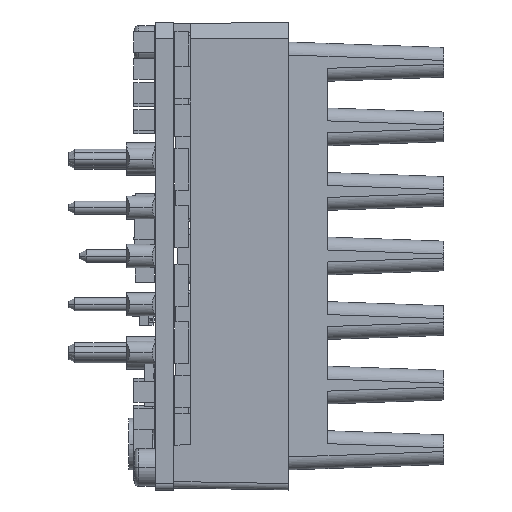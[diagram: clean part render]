
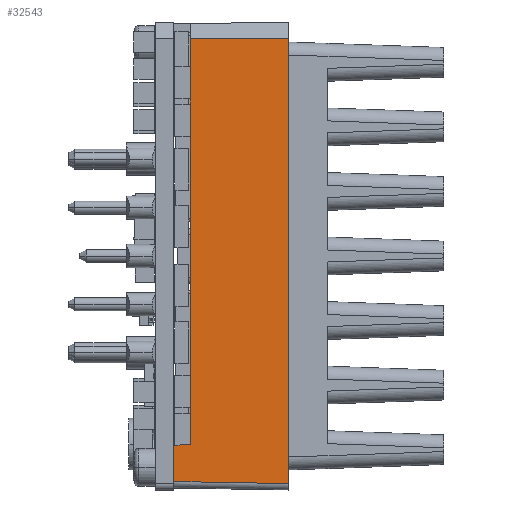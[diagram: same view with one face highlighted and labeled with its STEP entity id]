
A CAD part, left-side view. The second image highlights one B-rep face of the part: STEP entity #32543.
In plain terms, the highlighted planar face has unit normal (-1, 0.018, 0).
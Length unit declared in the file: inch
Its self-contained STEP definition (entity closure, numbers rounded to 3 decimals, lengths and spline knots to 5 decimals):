
#18144=DIRECTION('',(0.,0.,1.));
#18145=VECTOR('',#18144,1.38);
#18146=CARTESIAN_POINT('',(-0.65,0.,-0.705));
#18147=LINE('',#18146,#18145);
#23546=CARTESIAN_POINT('',(-0.64379,0.356,-0.69879));
#23568=DIRECTION('',(0.,0.,1.));
#23569=VECTOR('',#23568,0.1129);
#23570=CARTESIAN_POINT('',(-0.64379,0.356,-0.69879));
#23571=LINE('',#23570,#23569);
#23716=DIRECTION('',(0.,0.,1.));
#23717=VECTOR('',#23716,1.25779);
#23718=CARTESIAN_POINT('',(-0.64468,0.305,-0.585));
#23719=LINE('',#23718,#23717);
#23976=DIRECTION('',(0.017,1.,0.017));
#23977=VECTOR('',#23976,0.35611);
#23978=CARTESIAN_POINT('',(-0.65,0.,-0.705));
#23979=LINE('',#23978,#23977);
#23980=DIRECTION('',(-0.017,-1.,0.007));
#23981=VECTOR('',#23980,0.30505);
#23982=CARTESIAN_POINT('',(-0.64468,0.305,0.67279));
#23983=LINE('',#23982,#23981);
#24440=DIRECTION('',(0.017,1.,-0.017));
#24441=VECTOR('',#24440,0.05102);
#24442=CARTESIAN_POINT('',(-0.64468,0.305,-0.585));
#24443=LINE('',#24442,#24441);
#24708=CARTESIAN_POINT('',(-0.64468,0.305,0.67279));
#24709=CARTESIAN_POINT('',(-0.65,0.,0.675));
#24710=VERTEX_POINT('',#24708);
#24711=VERTEX_POINT('',#24709);
#24716=CARTESIAN_POINT('',(-0.64468,0.305,-0.585));
#24717=CARTESIAN_POINT('',(-0.64379,0.356,-0.58589));
#24718=VERTEX_POINT('',#24716);
#24719=VERTEX_POINT('',#24717);
#24815=VERTEX_POINT('',#23546);
#24816=CARTESIAN_POINT('',(-0.65,0.,-0.705));
#24817=VERTEX_POINT('',#24816);
#32528=CARTESIAN_POINT('',(-0.65,0.,-0.725));
#32529=DIRECTION('',(-1.,0.017,0.));
#32530=DIRECTION('',(0.,0.,1.));
#32531=AXIS2_PLACEMENT_3D('',#32528,#32529,#32530);
#32532=PLANE('',#32531);
#32534=ORIENTED_EDGE('',*,*,#32533,.T.);
#32535=ORIENTED_EDGE('',*,*,#32065,.T.);
#32537=ORIENTED_EDGE('',*,*,#32536,.F.);
#32538=ORIENTED_EDGE('',*,*,#32233,.T.);
#32539=ORIENTED_EDGE('',*,*,#32521,.T.);
#32540=ORIENTED_EDGE('',*,*,#26048,.F.);
#32541=EDGE_LOOP('',(#32534,#32535,#32537,#32538,#32539,#32540));
#32542=FACE_OUTER_BOUND('',#32541,.F.);
#26048=EDGE_CURVE('',#24817,#24711,#18147,.T.);
#32065=EDGE_CURVE('',#24815,#24719,#23571,.T.);
#32233=EDGE_CURVE('',#24718,#24710,#23719,.T.);
#32521=EDGE_CURVE('',#24710,#24711,#23983,.T.);
#32533=EDGE_CURVE('',#24817,#24815,#23979,.T.);
#32536=EDGE_CURVE('',#24718,#24719,#24443,.T.);
#32543=ADVANCED_FACE('',(#32542),#32532,.T.);
